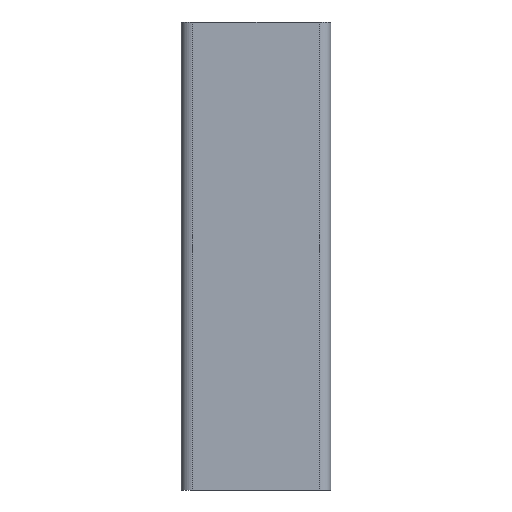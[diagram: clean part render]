
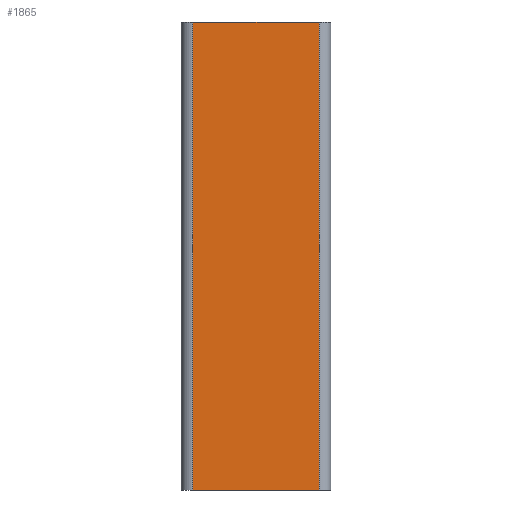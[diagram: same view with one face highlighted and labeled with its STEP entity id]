
A CAD part, front view. The second image highlights one B-rep face of the part: STEP entity #1865.
In plain terms, the highlighted planar face has unit normal (0, -1, 0).
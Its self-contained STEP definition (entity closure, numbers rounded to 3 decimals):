
#517=CARTESIAN_POINT('',(20.,-9.5,0.0));
#518=VERTEX_POINT('',#517);
#526=CARTESIAN_POINT('',(-7.,-9.5,0.0));
#527=VERTEX_POINT('',#526);
#528=CARTESIAN_POINT('',(20.,-9.5,0.0));
#529=DIRECTION('',(-1.0,0.0,0.0));
#530=VECTOR('',#529,27.);
#531=LINE('',#528,#530);
#532=EDGE_CURVE('',#518,#527,#531,.T.);
#1313=CARTESIAN_POINT('',(-7.,-9.5,100.0));
#1314=VERTEX_POINT('',#1313);
#1322=CARTESIAN_POINT('',(20.,-9.5,100.0));
#1323=VERTEX_POINT('',#1322);
#1324=CARTESIAN_POINT('',(20.,-9.5,100.0));
#1325=DIRECTION('',(-1.0,0.0,0.0));
#1326=VECTOR('',#1325,27.);
#1327=LINE('',#1324,#1326);
#1328=EDGE_CURVE('',#1323,#1314,#1327,.T.);
#1838=CARTESIAN_POINT('',(20.,-9.5,0.0));
#1839=DIRECTION('',(0.0,0.0,1.0));
#1840=VECTOR('',#1839,100.0);
#1841=LINE('',#1838,#1840);
#1842=EDGE_CURVE('',#518,#1323,#1841,.T.);
#1849=CARTESIAN_POINT('',(20.,-9.5,0.0));
#1850=DIRECTION('',(0.0,-1.0,0.0));
#1851=DIRECTION('',(0.0,0.0,-1.0));
#1852=AXIS2_PLACEMENT_3D('',#1849,#1850,#1851);
#1853=PLANE('',#1852);
#1854=ORIENTED_EDGE('',*,*,#1328,.T.);
#1855=CARTESIAN_POINT('',(-7.,-9.5,0.0));
#1856=DIRECTION('',(0.0,0.0,1.0));
#1857=VECTOR('',#1856,100.0);
#1858=LINE('',#1855,#1857);
#1859=EDGE_CURVE('',#527,#1314,#1858,.T.);
#1860=ORIENTED_EDGE('',*,*,#1859,.F.);
#1861=ORIENTED_EDGE('',*,*,#532,.F.);
#1862=ORIENTED_EDGE('',*,*,#1842,.T.);
#1863=EDGE_LOOP('',(#1854,#1860,#1861,#1862));
#1864=FACE_OUTER_BOUND('',#1863,.T.);
#1865=ADVANCED_FACE('',(#1864),#1853,.T.);
